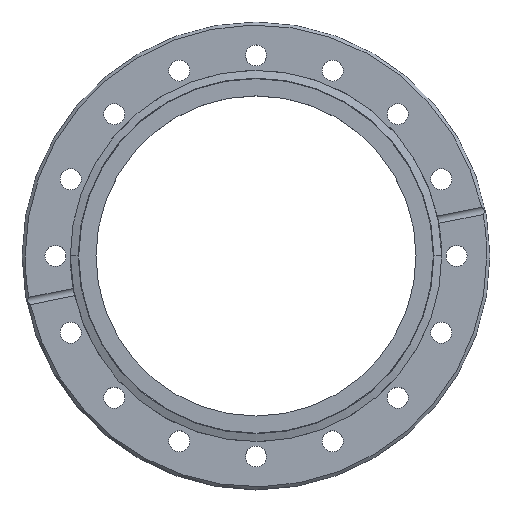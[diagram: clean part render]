
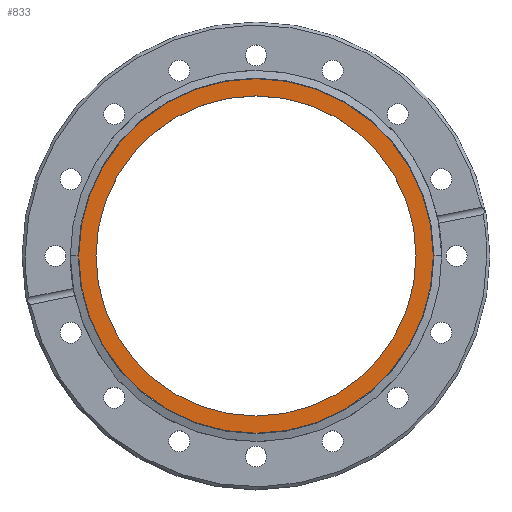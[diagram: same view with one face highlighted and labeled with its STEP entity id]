
A CAD part, top view. The second image highlights one B-rep face of the part: STEP entity #833.
In plain terms, the highlighted planar face has unit normal (0, 0, 1).
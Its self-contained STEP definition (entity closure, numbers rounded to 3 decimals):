
#37 = DIRECTION ( 'NONE',  ( 0., 0., -1. ) ) ;
#57 = ORIENTED_EDGE ( 'NONE', *, *, #2461, .T. ) ;
#81 = EDGE_LOOP ( 'NONE', ( #57, #1915 ) ) ;
#169 = DIRECTION ( 'NONE',  ( 0., 0., -1. ) ) ;
#182 = DIRECTION ( 'NONE',  ( 0., 0., 1. ) ) ;
#185 = CARTESIAN_POINT ( 'NONE',  ( 0., 0., -1.2 ) ) ;
#266 = DIRECTION ( 'NONE',  ( 0., 0., 1. ) ) ;
#306 = EDGE_CURVE ( 'NONE', #1092, #1872, #2585, .T. ) ;
#371 = DIRECTION ( 'NONE',  ( 1., 0., 0. ) ) ;
#448 = CARTESIAN_POINT ( 'NONE',  ( -57.598, 0., -1.2 ) ) ;
#627 = CIRCLE ( 'NONE', #786, 52. ) ;
#634 = EDGE_LOOP ( 'NONE', ( #783, #789 ) ) ;
#783 = ORIENTED_EDGE ( 'NONE', *, *, #306, .T. ) ;
#786 = AXIS2_PLACEMENT_3D ( 'NONE', #1381, #37, #1587 ) ;
#789 = ORIENTED_EDGE ( 'NONE', *, *, #1925, .T. ) ;
#798 = CIRCLE ( 'NONE', #2448, 52. ) ;
#814 = VERTEX_POINT ( 'NONE', #1781 ) ;
#833 = ADVANCED_FACE ( 'NONE', ( #1163, #1089 ), #1726, .T. ) ;
#1089 = FACE_BOUND ( 'NONE', #81, .T. ) ;
#1092 = VERTEX_POINT ( 'NONE', #1778 ) ;
#1163 = FACE_OUTER_BOUND ( 'NONE', #634, .T. ) ;
#1255 = CIRCLE ( 'NONE', #1336, 57.598 ) ;
#1269 = AXIS2_PLACEMENT_3D ( 'NONE', #1699, #1661, #1647 ) ;
#1336 = AXIS2_PLACEMENT_3D ( 'NONE', #1559, #266, #1764 ) ;
#1381 = CARTESIAN_POINT ( 'NONE',  ( 0., 0., -1.2 ) ) ;
#1469 = VERTEX_POINT ( 'NONE', #1805 ) ;
#1490 = CARTESIAN_POINT ( 'NONE',  ( 0., 0., -1.2 ) ) ;
#1559 = CARTESIAN_POINT ( 'NONE',  ( 0., 0., -1.2 ) ) ;
#1587 = DIRECTION ( 'NONE',  ( 1., 0., 0. ) ) ;
#1647 = DIRECTION ( 'NONE',  ( 1., 0., 0. ) ) ;
#1661 = DIRECTION ( 'NONE',  ( 0., 0., 1. ) ) ;
#1694 = DIRECTION ( 'NONE',  ( 1., 0., 0. ) ) ;
#1699 = CARTESIAN_POINT ( 'NONE',  ( 0., 0., -1.2 ) ) ;
#1726 = PLANE ( 'NONE',  #1269 ) ;
#1764 = DIRECTION ( 'NONE',  ( 1., 0., 0. ) ) ;
#1778 = CARTESIAN_POINT ( 'NONE',  ( 57.598, 0., -1.2 ) ) ;
#1781 = CARTESIAN_POINT ( 'NONE',  ( 52., 0., -1.2 ) ) ;
#1805 = CARTESIAN_POINT ( 'NONE',  ( -52., 0., -1.2 ) ) ;
#1872 = VERTEX_POINT ( 'NONE', #448 ) ;
#1915 = ORIENTED_EDGE ( 'NONE', *, *, #2291, .T. ) ;
#1925 = EDGE_CURVE ( 'NONE', #1872, #1092, #1255, .T. ) ;
#2028 = AXIS2_PLACEMENT_3D ( 'NONE', #185, #182, #371 ) ;
#2291 = EDGE_CURVE ( 'NONE', #814, #1469, #798, .T. ) ;
#2448 = AXIS2_PLACEMENT_3D ( 'NONE', #1490, #169, #1694 ) ;
#2461 = EDGE_CURVE ( 'NONE', #1469, #814, #627, .T. ) ;
#2585 = CIRCLE ( 'NONE', #2028, 57.598 ) ;
